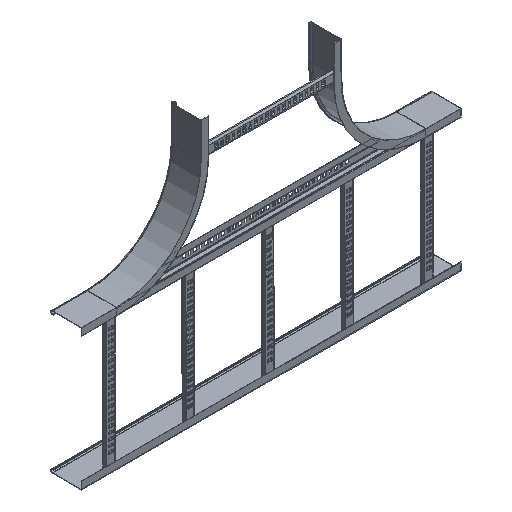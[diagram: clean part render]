
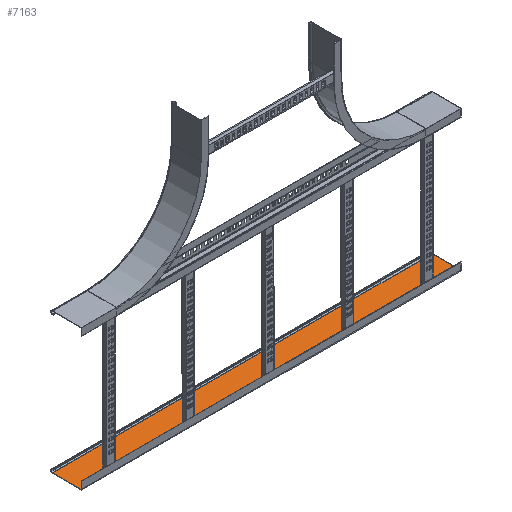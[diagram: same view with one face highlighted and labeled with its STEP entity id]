
A CAD part, isometric view. The second image highlights one B-rep face of the part: STEP entity #7163.
In plain terms, the highlighted face is planar.
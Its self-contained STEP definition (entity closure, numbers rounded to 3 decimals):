
#72 = VECTOR ( 'NONE', #2001, 1000. ) ;
#189 = LINE ( 'NONE', #7656, #3720 ) ;
#285 = VECTOR ( 'NONE', #11225, 1000. ) ;
#419 = LINE ( 'NONE', #9116, #2456 ) ;
#467 = DIRECTION ( 'NONE',  ( 0., 1., 0. ) ) ;
#526 = PLANE ( 'NONE',  #4895 ) ;
#835 = CARTESIAN_POINT ( 'NONE',  ( -1.5, 104., 675. ) ) ;
#961 = VERTEX_POINT ( 'NONE', #4250 ) ;
#1219 = ORIENTED_EDGE ( 'NONE', *, *, #8944, .T. ) ;
#1665 = LINE ( 'NONE', #3058, #3955 ) ;
#1739 = EDGE_CURVE ( 'NONE', #10467, #5639, #3879, .T. ) ;
#2001 = DIRECTION ( 'NONE',  ( 0., 1., 0. ) ) ;
#2269 = CARTESIAN_POINT ( 'NONE',  ( -1.5, 0., 675. ) ) ;
#2456 = VECTOR ( 'NONE', #6515, 1000. ) ;
#2780 = CARTESIAN_POINT ( 'NONE',  ( -1.5, 2.5, -675. ) ) ;
#3058 = CARTESIAN_POINT ( 'NONE',  ( -1.5, 0., 675. ) ) ;
#3129 = DIRECTION ( 'NONE',  ( -1., 0., 0. ) ) ;
#3145 = ORIENTED_EDGE ( 'NONE', *, *, #1739, .F. ) ;
#3240 = DIRECTION ( 'NONE',  ( 0., 0., 1. ) ) ;
#3265 = CARTESIAN_POINT ( 'NONE',  ( -1.5, 104., 675. ) ) ;
#3556 = VERTEX_POINT ( 'NONE', #11262 ) ;
#3720 = VECTOR ( 'NONE', #3240, 1000. ) ;
#3879 = LINE ( 'NONE', #11293, #72 ) ;
#3955 = VECTOR ( 'NONE', #467, 1000. ) ;
#4093 = EDGE_LOOP ( 'NONE', ( #3145, #9202, #6671, #4327, #1219, #8341 ) ) ;
#4133 = CARTESIAN_POINT ( 'NONE',  ( -1.5, 0., 675. ) ) ;
#4185 = DIRECTION ( 'NONE',  ( 0., 0., -1. ) ) ;
#4250 = CARTESIAN_POINT ( 'NONE',  ( -1.5, 2.5, 675. ) ) ;
#4327 = ORIENTED_EDGE ( 'NONE', *, *, #8593, .F. ) ;
#4401 = VECTOR ( 'NONE', #4185, 1000. ) ;
#4757 = VERTEX_POINT ( 'NONE', #6737 ) ;
#4895 = AXIS2_PLACEMENT_3D ( 'NONE', #2269, #3129, #9303 ) ;
#5489 = LINE ( 'NONE', #4133, #285 ) ;
#5639 = VERTEX_POINT ( 'NONE', #10776 ) ;
#6515 = DIRECTION ( 'NONE',  ( 0., -1., 0. ) ) ;
#6671 = ORIENTED_EDGE ( 'NONE', *, *, #7243, .T. ) ;
#6737 = CARTESIAN_POINT ( 'NONE',  ( -1.5, 1.5, -675. ) ) ;
#7163 = ADVANCED_FACE ( 'NONE', ( #9249 ), #526, .T. ) ;
#7243 = EDGE_CURVE ( 'NONE', #4757, #3556, #189, .T. ) ;
#7656 = CARTESIAN_POINT ( 'NONE',  ( -1.5, 1.5, 675. ) ) ;
#8341 = ORIENTED_EDGE ( 'NONE', *, *, #10738, .T. ) ;
#8593 = EDGE_CURVE ( 'NONE', #961, #3556, #5489, .T. ) ;
#8875 = EDGE_CURVE ( 'NONE', #10467, #4757, #419, .T. ) ;
#8944 = EDGE_CURVE ( 'NONE', #961, #9776, #1665, .T. ) ;
#9073 = LINE ( 'NONE', #3265, #4401 ) ;
#9116 = CARTESIAN_POINT ( 'NONE',  ( -1.5, 2.5, -675. ) ) ;
#9202 = ORIENTED_EDGE ( 'NONE', *, *, #8875, .T. ) ;
#9249 = FACE_OUTER_BOUND ( 'NONE', #4093, .T. ) ;
#9303 = DIRECTION ( 'NONE',  ( 0., 0., 1. ) ) ;
#9776 = VERTEX_POINT ( 'NONE', #835 ) ;
#10467 = VERTEX_POINT ( 'NONE', #2780 ) ;
#10738 = EDGE_CURVE ( 'NONE', #9776, #5639, #9073, .T. ) ;
#10776 = CARTESIAN_POINT ( 'NONE',  ( -1.5, 104., -675. ) ) ;
#11225 = DIRECTION ( 'NONE',  ( 0., -1., 0. ) ) ;
#11262 = CARTESIAN_POINT ( 'NONE',  ( -1.5, 1.5, 675. ) ) ;
#11293 = CARTESIAN_POINT ( 'NONE',  ( -1.5, 0., -675. ) ) ;
